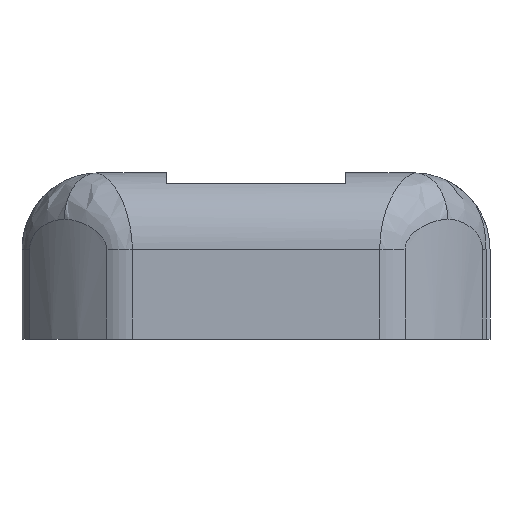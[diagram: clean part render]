
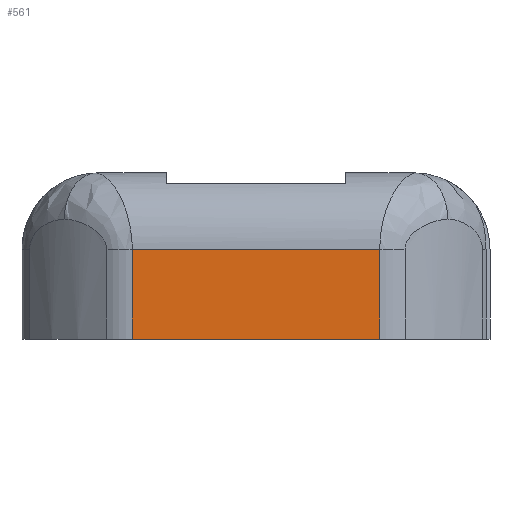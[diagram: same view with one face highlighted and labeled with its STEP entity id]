
A CAD part, left-side view. The second image highlights one B-rep face of the part: STEP entity #561.
In plain terms, the highlighted planar face has unit normal (-1, 0, 0).
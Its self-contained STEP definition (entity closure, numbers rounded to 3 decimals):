
#207=CARTESIAN_POINT('',(-69.1,20.111,-4.7));
#208=VERTEX_POINT('',#207);
#216=CARTESIAN_POINT('',(-69.1,29.789,-4.7));
#217=VERTEX_POINT('',#216);
#218=CARTESIAN_POINT('',(-69.1,29.789,-4.7));
#219=DIRECTION('',(0.,-1.,0.));
#220=VECTOR('',#219,9.678);
#221=LINE('',#218,#220);
#222=EDGE_CURVE('',#217,#208,#221,.T.);
#531=CARTESIAN_POINT('',(-69.1,25.,-9.4));
#532=DIRECTION('',(-1.,0.,0.));
#533=DIRECTION('',(0.,0.,1.));
#534=AXIS2_PLACEMENT_3D('',#531,#532,#533);
#535=PLANE('',#534);
#536=CARTESIAN_POINT('',(-69.1,20.111,-1.2));
#537=VERTEX_POINT('',#536);
#538=CARTESIAN_POINT('',(-69.1,29.789,-1.2));
#539=VERTEX_POINT('',#538);
#540=CARTESIAN_POINT('',(-69.1,20.111,-1.2));
#541=DIRECTION('',(-0.,1.,-0.));
#542=VECTOR('',#541,9.678);
#543=LINE('',#540,#542);
#544=EDGE_CURVE('',#537,#539,#543,.T.);
#545=ORIENTED_EDGE('',*,*,#544,.T.);
#546=CARTESIAN_POINT('',(-69.1,29.789,-1.2));
#547=DIRECTION('',(-0.,0.,-1.));
#548=VECTOR('',#547,3.5);
#549=LINE('',#546,#548);
#550=EDGE_CURVE('',#539,#217,#549,.T.);
#551=ORIENTED_EDGE('',*,*,#550,.T.);
#552=ORIENTED_EDGE('',*,*,#222,.T.);
#553=CARTESIAN_POINT('',(-69.1,20.111,-4.7));
#554=DIRECTION('',(0.,-0.,1.));
#555=VECTOR('',#554,3.5);
#556=LINE('',#553,#555);
#557=EDGE_CURVE('',#208,#537,#556,.T.);
#558=ORIENTED_EDGE('',*,*,#557,.T.);
#559=EDGE_LOOP('',(#545,#551,#552,#558));
#560=FACE_BOUND('',#559,.T.);
#561=ADVANCED_FACE('',(#560),#535,.T.);
